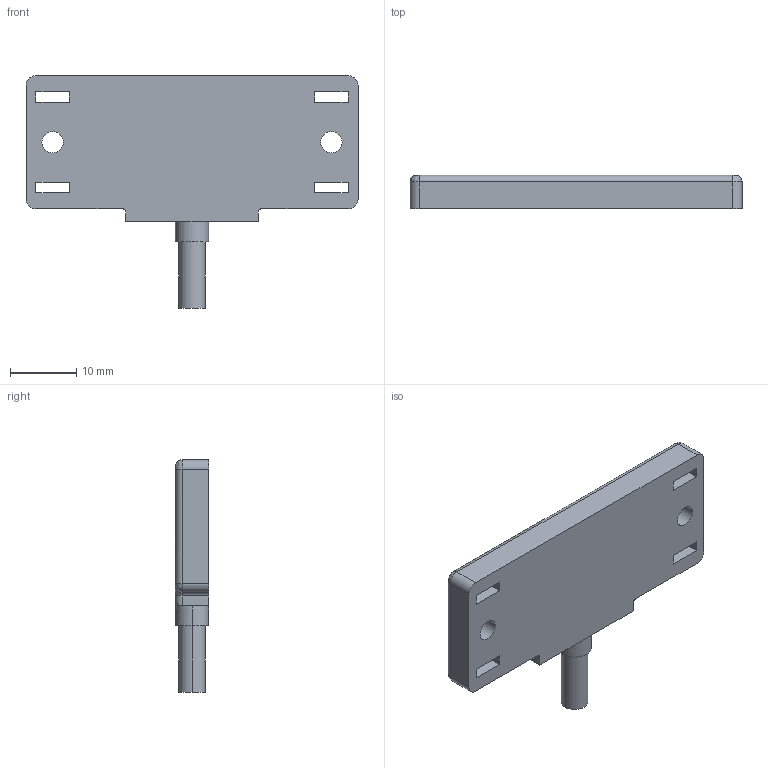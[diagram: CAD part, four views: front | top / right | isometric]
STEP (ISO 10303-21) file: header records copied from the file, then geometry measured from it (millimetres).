
FILE_DESCRIPTION((''),'2;1');
FILE_NAME('F46_D000001A','2006-01-03T',('Pepperl+Fuchs'),('Industriehansa'),'PRO/ENGINEER BY PARAMETRIC TECHNOLOGY CORPORATION, 2005290','PRO/ENGINEER BY PARAMETRIC TECHNOLOGY CORPORATION, 2005290','');
FILE_SCHEMA(('AUTOMOTIVE_DESIGN_CC2 { 1 2 10303 214 -1 1 5 2 }'));
Length unit declared in the file: millimetre
Products named in the file (1): F46_D000001A
Bounding box: 50 x 5 x 35 mm (x, y, z)
Volume: 5056.1 mm3; surface area: 3150.6 mm2
Topology: 1 solids, 1 shells, 62 faces, 218 edges, 164 vertices
Faces by surface type: plane 29, cylinder 23, cone 4, bspline 4, torus 2
Entity records: 3198 total; most frequent: CARTESIAN_POINT 508, DIRECTION 396, ORIENTED_EDGE 326, PRESENTATION_STYLE_ASSIGNMENT 235, STYLED_ITEM 232, CURVE_STYLE 225, EDGE_CURVE 163, VECTOR 142
